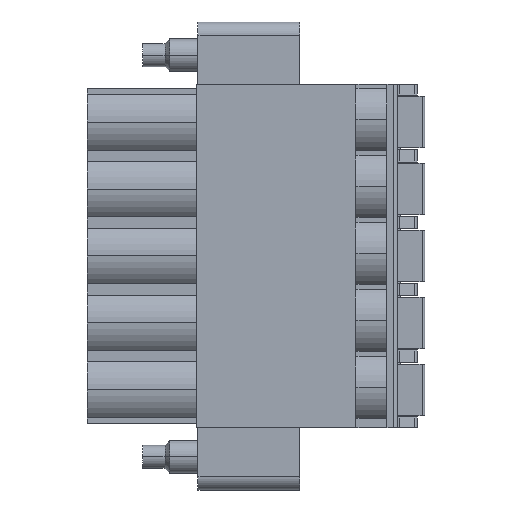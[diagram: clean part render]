
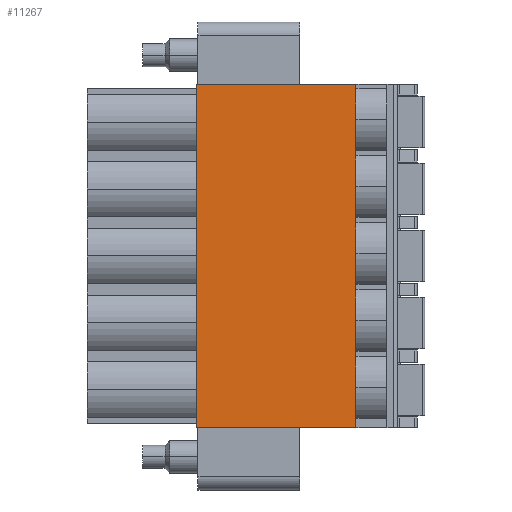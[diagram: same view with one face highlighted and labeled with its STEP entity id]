
A CAD part, front view. The second image highlights one B-rep face of the part: STEP entity #11267.
In plain terms, the highlighted planar face has unit normal (0, -1, 0).
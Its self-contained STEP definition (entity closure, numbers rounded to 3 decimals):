
#997=PLANE('',#12277);
#1213=VECTOR('',#12945,1.);
#1218=VECTOR('',#12960,1.);
#1465=VECTOR('',#13623,1.);
#1652=VECTOR('',#14126,1.);
#1839=VECTOR('',#14588,1.);
#1889=VECTOR('',#14734,1.);
#1890=VECTOR('',#14735,1.);
#1891=VECTOR('',#14736,1.);
#1892=VECTOR('',#14737,1.);
#2226=LINE('',#16074,#1213);
#2231=LINE('',#16088,#1218);
#2478=LINE('',#16847,#1465);
#2665=LINE('',#17422,#1652);
#2852=LINE('',#17944,#1839);
#2902=LINE('',#18105,#1889);
#2903=LINE('',#18107,#1890);
#2904=LINE('',#18108,#1891);
#2905=LINE('',#18110,#1892);
#3249=VERTEX_POINT('',#16038);
#3264=VERTEX_POINT('',#16073);
#3268=VERTEX_POINT('',#16089);
#3530=VERTEX_POINT('',#16845);
#3733=VERTEX_POINT('',#17420);
#3898=VERTEX_POINT('',#17942);
#3900=VERTEX_POINT('',#17945);
#3956=VERTEX_POINT('',#18106);
#3957=VERTEX_POINT('',#18109);
#4854=EDGE_CURVE('',#3264,#3249,#2226,.T.);
#4861=EDGE_CURVE('',#3268,#3264,#2231,.T.);
#5237=EDGE_CURVE('',#3249,#3530,#2478,.T.);
#5529=EDGE_CURVE('',#3530,#3733,#2665,.T.);
#5794=EDGE_CURVE('',#3898,#3900,#2852,.T.);
#5875=EDGE_CURVE('',#3268,#3956,#2902,.T.);
#5876=EDGE_CURVE('',#3900,#3956,#2903,.T.);
#5877=EDGE_CURVE('',#3957,#3898,#2904,.T.);
#5878=EDGE_CURVE('',#3733,#3957,#2905,.T.);
#8132=ORIENTED_EDGE('',*,*,#5875,.T.);
#8133=ORIENTED_EDGE('',*,*,#5876,.F.);
#8134=ORIENTED_EDGE('',*,*,#5794,.F.);
#8135=ORIENTED_EDGE('',*,*,#5877,.F.);
#8136=ORIENTED_EDGE('',*,*,#5878,.F.);
#8137=ORIENTED_EDGE('',*,*,#5529,.F.);
#8138=ORIENTED_EDGE('',*,*,#5237,.F.);
#8139=ORIENTED_EDGE('',*,*,#4854,.F.);
#8140=ORIENTED_EDGE('',*,*,#4861,.F.);
#9935=EDGE_LOOP('',(#8132,#8133,#8134,#8135,#8136,#8137,#8138,#8139,#8140));
#10618=FACE_BOUND('',#9935,.T.);
#11267=ADVANCED_FACE('',(#10618),#997,.T.);
#12277=AXIS2_PLACEMENT_3D('',#18104,#14733,$);
#12945=DIRECTION('',(0.,0.,-1.));
#12960=DIRECTION('',(1.,0.,0.));
#13623=DIRECTION('',(0.,0.,-1.));
#14126=DIRECTION('',(0.,0.,-1.));
#14588=DIRECTION('',(0.,0.,-1.));
#14733=DIRECTION('',(0.,-1.,0.));
#14734=DIRECTION('',(0.,0.,-1.));
#14735=DIRECTION('',(-1.,0.,0.));
#14736=DIRECTION('',(0.,0.,-1.));
#14737=DIRECTION('',(0.,0.,-1.));
#16038=CARTESIAN_POINT('',(29.171,9.914,-2.55));
#16073=CARTESIAN_POINT('',(29.171,9.914,0.1));
#16074=CARTESIAN_POINT('',(29.171,9.914,0.1));
#16088=CARTESIAN_POINT('',(17.091,9.914,0.1));
#16089=CARTESIAN_POINT('',(17.091,9.914,0.1));
#16845=CARTESIAN_POINT('',(29.171,9.914,-7.63));
#16847=CARTESIAN_POINT('',(29.171,9.914,-2.55));
#17420=CARTESIAN_POINT('',(29.171,9.914,-12.71));
#17422=CARTESIAN_POINT('',(29.171,9.914,-7.63));
#17942=CARTESIAN_POINT('',(29.171,9.914,-22.87));
#17944=CARTESIAN_POINT('',(29.171,9.914,-22.87));
#17945=CARTESIAN_POINT('',(29.171,9.914,-25.92));
#18104=CARTESIAN_POINT('',(17.101,9.914,-4.98));
#18105=CARTESIAN_POINT('',(17.091,9.914,0.1));
#18106=CARTESIAN_POINT('',(17.091,9.914,-25.92));
#18107=CARTESIAN_POINT('',(29.171,9.914,-25.92));
#18108=CARTESIAN_POINT('',(29.171,9.914,-17.79));
#18109=CARTESIAN_POINT('',(29.171,9.914,-17.79));
#18110=CARTESIAN_POINT('',(29.171,9.914,-12.71));
